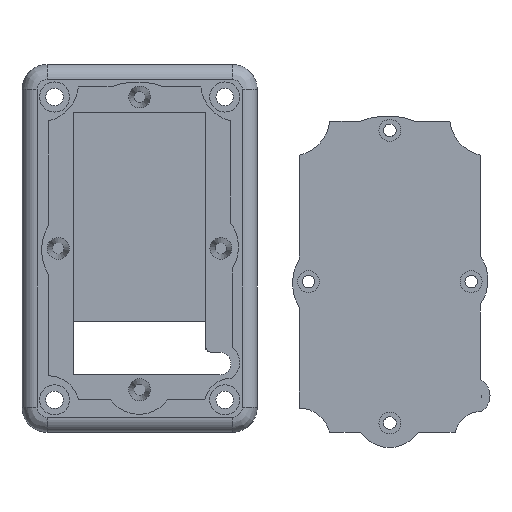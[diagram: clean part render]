
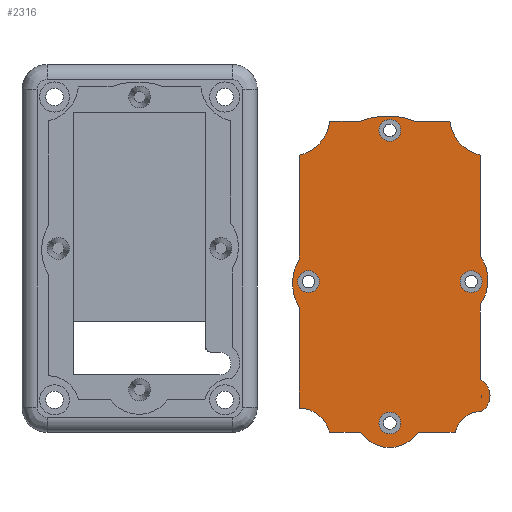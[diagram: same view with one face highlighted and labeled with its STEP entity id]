
A CAD part, front view. The second image highlights one B-rep face of the part: STEP entity #2316.
In plain terms, the highlighted planar face has unit normal (0, -1, 0).
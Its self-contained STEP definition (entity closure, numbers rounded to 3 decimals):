
#53=FACE_BOUND('',#528,.T.);
#54=FACE_BOUND('',#529,.T.);
#55=FACE_BOUND('',#530,.T.);
#56=FACE_BOUND('',#531,.T.);
#57=FACE_BOUND('',#532,.T.);
#219=CIRCLE('',#2539,2.175);
#221=CIRCLE('',#2543,2.175);
#223=CIRCLE('',#2547,2.175);
#225=CIRCLE('',#2551,2.175);
#227=CIRCLE('',#2555,9.537);
#228=CIRCLE('',#2556,6.406);
#229=CIRCLE('',#2557,7.028);
#230=CIRCLE('',#2558,5.51);
#231=CIRCLE('',#2559,3.676);
#232=CIRCLE('',#2560,8.208);
#233=CIRCLE('',#2561,7.807);
#234=CIRCLE('',#2562,15.476);
#235=CIRCLE('',#2563,7.807);
#236=CIRCLE('',#2564,2.257);
#369=FACE_OUTER_BOUND('',#527,.T.);
#527=EDGE_LOOP('',(#1939,#1940,#1941,#1942,#1943,#1944,#1945,#1946,#1947,
#1948,#1949,#1950,#1951,#1952,#1953,#1954,#1955));
#528=EDGE_LOOP('',(#1956));
#529=EDGE_LOOP('',(#1957));
#530=EDGE_LOOP('',(#1958));
#531=EDGE_LOOP('',(#1959));
#532=EDGE_LOOP('',(#1960,#1961));
#710=LINE('',#3873,#893);
#711=LINE('',#3877,#894);
#712=LINE('',#3881,#895);
#713=LINE('',#3885,#896);
#714=LINE('',#3891,#897);
#715=LINE('',#3895,#898);
#716=LINE('',#3899,#899);
#717=LINE('',#3903,#900);
#718=LINE('',#3907,#901);
#893=VECTOR('',#3141,10.);
#894=VECTOR('',#3144,10.);
#895=VECTOR('',#3147,10.);
#896=VECTOR('',#3150,10.);
#897=VECTOR('',#3155,10.);
#898=VECTOR('',#3158,10.);
#899=VECTOR('',#3161,10.);
#900=VECTOR('',#3164,10.);
#901=VECTOR('',#3167,10.);
#1095=VERTEX_POINT('',#3843);
#1097=VERTEX_POINT('',#3850);
#1099=VERTEX_POINT('',#3857);
#1101=VERTEX_POINT('',#3864);
#1103=VERTEX_POINT('',#3871);
#1104=VERTEX_POINT('',#3872);
#1105=VERTEX_POINT('',#3874);
#1106=VERTEX_POINT('',#3876);
#1107=VERTEX_POINT('',#3878);
#1108=VERTEX_POINT('',#3880);
#1109=VERTEX_POINT('',#3882);
#1110=VERTEX_POINT('',#3884);
#1111=VERTEX_POINT('',#3886);
#1112=VERTEX_POINT('',#3888);
#1113=VERTEX_POINT('',#3890);
#1114=VERTEX_POINT('',#3892);
#1115=VERTEX_POINT('',#3894);
#1116=VERTEX_POINT('',#3896);
#1117=VERTEX_POINT('',#3898);
#1118=VERTEX_POINT('',#3900);
#1119=VERTEX_POINT('',#3902);
#1120=VERTEX_POINT('',#3905);
#1121=VERTEX_POINT('',#3906);
#1385=EDGE_CURVE('',#1095,#1095,#219,.T.);
#1388=EDGE_CURVE('',#1097,#1097,#221,.T.);
#1391=EDGE_CURVE('',#1099,#1099,#223,.T.);
#1394=EDGE_CURVE('',#1101,#1101,#225,.T.);
#1397=EDGE_CURVE('',#1103,#1104,#710,.T.);
#1398=EDGE_CURVE('',#1103,#1105,#227,.T.);
#1399=EDGE_CURVE('',#1106,#1105,#711,.T.);
#1400=EDGE_CURVE('',#1107,#1106,#228,.T.);
#1401=EDGE_CURVE('',#1108,#1107,#712,.T.);
#1402=EDGE_CURVE('',#1108,#1109,#229,.T.);
#1403=EDGE_CURVE('',#1110,#1109,#713,.T.);
#1404=EDGE_CURVE('',#1111,#1110,#230,.T.);
#1405=EDGE_CURVE('',#1111,#1112,#231,.T.);
#1406=EDGE_CURVE('',#1113,#1112,#714,.T.);
#1407=EDGE_CURVE('',#1113,#1114,#232,.T.);
#1408=EDGE_CURVE('',#1115,#1114,#715,.T.);
#1409=EDGE_CURVE('',#1116,#1115,#233,.T.);
#1410=EDGE_CURVE('',#1117,#1116,#716,.T.);
#1411=EDGE_CURVE('',#1117,#1118,#234,.T.);
#1412=EDGE_CURVE('',#1119,#1118,#717,.T.);
#1413=EDGE_CURVE('',#1104,#1119,#235,.T.);
#1414=EDGE_CURVE('',#1120,#1121,#718,.T.);
#1415=EDGE_CURVE('',#1120,#1121,#236,.T.);
#1939=ORIENTED_EDGE('',*,*,#1397,.F.);
#1940=ORIENTED_EDGE('',*,*,#1398,.T.);
#1941=ORIENTED_EDGE('',*,*,#1399,.F.);
#1942=ORIENTED_EDGE('',*,*,#1400,.F.);
#1943=ORIENTED_EDGE('',*,*,#1401,.F.);
#1944=ORIENTED_EDGE('',*,*,#1402,.T.);
#1945=ORIENTED_EDGE('',*,*,#1403,.F.);
#1946=ORIENTED_EDGE('',*,*,#1404,.F.);
#1947=ORIENTED_EDGE('',*,*,#1405,.T.);
#1948=ORIENTED_EDGE('',*,*,#1406,.F.);
#1949=ORIENTED_EDGE('',*,*,#1407,.T.);
#1950=ORIENTED_EDGE('',*,*,#1408,.F.);
#1951=ORIENTED_EDGE('',*,*,#1409,.F.);
#1952=ORIENTED_EDGE('',*,*,#1410,.F.);
#1953=ORIENTED_EDGE('',*,*,#1411,.T.);
#1954=ORIENTED_EDGE('',*,*,#1412,.F.);
#1955=ORIENTED_EDGE('',*,*,#1413,.F.);
#1956=ORIENTED_EDGE('',*,*,#1385,.T.);
#1957=ORIENTED_EDGE('',*,*,#1388,.T.);
#1958=ORIENTED_EDGE('',*,*,#1391,.T.);
#1959=ORIENTED_EDGE('',*,*,#1394,.T.);
#1960=ORIENTED_EDGE('',*,*,#1414,.F.);
#1961=ORIENTED_EDGE('',*,*,#1415,.T.);
#2201=PLANE('',#2554);
#2316=ADVANCED_FACE('',(#369,#53,#54,#55,#56,#57),#2201,.T.);
#2539=AXIS2_PLACEMENT_3D('',#3844,#3105,#3106);
#2543=AXIS2_PLACEMENT_3D('',#3851,#3114,#3115);
#2547=AXIS2_PLACEMENT_3D('',#3858,#3123,#3124);
#2551=AXIS2_PLACEMENT_3D('',#3865,#3132,#3133);
#2554=AXIS2_PLACEMENT_3D('',#3870,#3139,#3140);
#2555=AXIS2_PLACEMENT_3D('',#3875,#3142,#3143);
#2556=AXIS2_PLACEMENT_3D('',#3879,#3145,#3146);
#2557=AXIS2_PLACEMENT_3D('',#3883,#3148,#3149);
#2558=AXIS2_PLACEMENT_3D('',#3887,#3151,#3152);
#2559=AXIS2_PLACEMENT_3D('',#3889,#3153,#3154);
#2560=AXIS2_PLACEMENT_3D('',#3893,#3156,#3157);
#2561=AXIS2_PLACEMENT_3D('',#3897,#3159,#3160);
#2562=AXIS2_PLACEMENT_3D('',#3901,#3162,#3163);
#2563=AXIS2_PLACEMENT_3D('',#3904,#3165,#3166);
#2564=AXIS2_PLACEMENT_3D('',#3908,#3168,#3169);
#3105=DIRECTION('center_axis',(0.,1.,0.));
#3106=DIRECTION('ref_axis',(1.,0.,0.));
#3114=DIRECTION('center_axis',(0.,1.,0.));
#3115=DIRECTION('ref_axis',(1.,0.,0.));
#3123=DIRECTION('center_axis',(0.,1.,0.));
#3124=DIRECTION('ref_axis',(1.,0.,0.));
#3132=DIRECTION('center_axis',(0.,1.,0.));
#3133=DIRECTION('ref_axis',(1.,0.,0.));
#3139=DIRECTION('center_axis',(0.,-1.,0.));
#3140=DIRECTION('ref_axis',(1.,0.,0.));
#3141=DIRECTION('',(0.,0.,1.));
#3142=DIRECTION('center_axis',(0.,-1.,0.));
#3143=DIRECTION('ref_axis',(-0.876,0.,0.482));
#3144=DIRECTION('',(0.,0.,1.));
#3145=DIRECTION('center_axis',(0.,-1.,0.));
#3146=DIRECTION('ref_axis',(0.976,0.,0.22));
#3147=DIRECTION('',(-1.,0.,0.));
#3148=DIRECTION('center_axis',(0.,-1.,0.));
#3149=DIRECTION('ref_axis',(-0.808,0.,-0.589));
#3150=DIRECTION('',(-1.,0.,0.));
#3151=DIRECTION('center_axis',(0.,-1.,0.));
#3152=DIRECTION('ref_axis',(-0.015,0.,1.));
#3153=DIRECTION('center_axis',(0.,-1.,0.));
#3154=DIRECTION('ref_axis',(0.535,0.,-0.845));
#3155=DIRECTION('',(0.,0.,-1.));
#3156=DIRECTION('center_axis',(0.,-1.,0.));
#3157=DIRECTION('ref_axis',(0.836,0.,-0.549));
#3158=DIRECTION('',(0.,0.,-1.));
#3159=DIRECTION('center_axis',(0.,-1.,0.));
#3160=DIRECTION('ref_axis',(-0.996,0.,-0.084));
#3161=DIRECTION('',(1.,0.,0.));
#3162=DIRECTION('center_axis',(0.,-1.,0.));
#3163=DIRECTION('ref_axis',(0.325,0.,0.946));
#3164=DIRECTION('',(1.,0.,0.));
#3165=DIRECTION('center_axis',(0.,-1.,0.));
#3166=DIRECTION('ref_axis',(0.196,0.,-0.981));
#3167=DIRECTION('',(0.,0.,-1.));
#3168=DIRECTION('center_axis',(0.,1.,0.));
#3169=DIRECTION('ref_axis',(0.,0.,-1.));
#3843=CARTESIAN_POINT('',(76.317,16.7,19.464));
#3844=CARTESIAN_POINT('Origin',(78.492,16.7,19.464));
#3850=CARTESIAN_POINT('',(60.067,16.7,-8.786));
#3851=CARTESIAN_POINT('Origin',(62.242,16.7,-8.786));
#3857=CARTESIAN_POINT('',(43.817,16.7,19.464));
#3858=CARTESIAN_POINT('Origin',(45.992,16.7,19.464));
#3864=CARTESIAN_POINT('',(60.067,16.7,49.714));
#3865=CARTESIAN_POINT('Origin',(62.242,16.7,49.714));
#3870=CARTESIAN_POINT('Origin',(64.742,16.7,20.464));
#3871=CARTESIAN_POINT('',(44.142,16.7,23.992));
#3872=CARTESIAN_POINT('',(44.142,16.7,44.745));
#3873=CARTESIAN_POINT('',(44.142,16.7,22.097));
#3874=CARTESIAN_POINT('',(44.142,16.7,14.276));
#3875=CARTESIAN_POINT('Origin',(52.349,16.7,19.134));
#3876=CARTESIAN_POINT('',(44.142,16.7,-5.788));
#3877=CARTESIAN_POINT('',(44.142,16.7,7.339));
#3878=CARTESIAN_POINT('',(50.206,16.7,-10.636));
#3879=CARTESIAN_POINT('Origin',(43.992,16.7,-12.193));
#3880=CARTESIAN_POINT('',(56.36,16.7,-10.636));
#3881=CARTESIAN_POINT('',(60.604,16.7,-10.636));
#3882=CARTESIAN_POINT('',(67.928,16.7,-10.636));
#3883=CARTESIAN_POINT('Origin',(62.144,16.7,-6.644));
#3884=CARTESIAN_POINT('',(75.277,16.7,-10.636));
#3885=CARTESIAN_POINT('',(69.992,16.7,-10.636));
#3886=CARTESIAN_POINT('',(80.542,16.7,-6.449));
#3887=CARTESIAN_POINT('Origin',(80.626,16.7,-11.958));
#3888=CARTESIAN_POINT('',(80.342,16.7,-0.119));
#3889=CARTESIAN_POINT('Origin',(78.575,16.7,-3.343));
#3890=CARTESIAN_POINT('',(80.342,16.7,15.021));
#3891=CARTESIAN_POINT('',(80.342,16.7,17.853));
#3892=CARTESIAN_POINT('',(80.342,16.7,24.474));
#3893=CARTESIAN_POINT('Origin',(73.632,16.7,19.748));
#3894=CARTESIAN_POINT('',(80.342,16.7,44.745));
#3895=CARTESIAN_POINT('',(80.342,16.7,32.589));
#3896=CARTESIAN_POINT('',(74.256,16.7,51.564));
#3897=CARTESIAN_POINT('Origin',(82.021,16.7,52.369));
#3898=CARTESIAN_POINT('',(67.259,16.7,51.564));
#3899=CARTESIAN_POINT('',(65.792,16.7,51.564));
#3900=CARTESIAN_POINT('',(56.364,16.7,51.564));
#3901=CARTESIAN_POINT('Origin',(61.811,16.7,37.078));
#3902=CARTESIAN_POINT('',(50.228,16.7,51.564));
#3903=CARTESIAN_POINT('',(57.492,16.7,51.564));
#3904=CARTESIAN_POINT('Origin',(42.463,16.7,52.369));
#3905=CARTESIAN_POINT('',(80.492,16.7,-3.353));
#3906=CARTESIAN_POINT('',(80.492,16.7,-3.706));
#3907=CARTESIAN_POINT('',(80.492,16.7,-3.353));
#3908=CARTESIAN_POINT('Origin',(78.242,16.7,-3.529));
